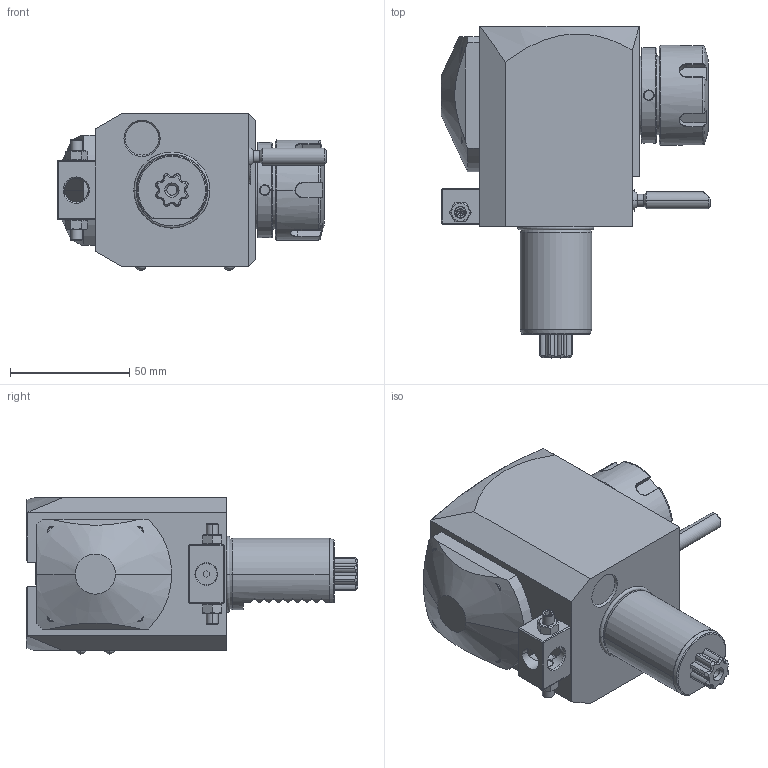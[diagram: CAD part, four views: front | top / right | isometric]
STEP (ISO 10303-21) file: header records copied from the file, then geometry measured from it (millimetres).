
FILE_DESCRIPTION((''),'2;1');
FILE_NAME('NGT1_30_211_25_1_1_55','2017-03-10T',('vali'),('NOVA GRUP'),'PRO/ENGINEER BY PARAMETRIC TECHNOLOGY CORPORATION, 2010280','PRO/ENGINEER BY PARAMETRIC TECHNOLOGY CORPORATION, 2010280','');
FILE_SCHEMA(('CONFIG_CONTROL_DESIGN'));
Length unit declared in the file: millimetre
Products named in the file (1): NGT1_30_211_25_1_1_55
Bounding box: 112.88 x 139 x 65.6 mm (x, y, z)
Volume: 444278.4 mm3; surface area: 45342.8 mm2
Topology: 1 solids, 1 shells, 451 faces, 1134 edges, 700 vertices
Faces by surface type: plane 176, cylinder 118, cone 83, bspline 56, torus 12, sphere 6
Entity records: 19410 total; most frequent: CARTESIAN_POINT 9331, ORIENTED_EDGE 2236, DIRECTION 1820, EDGE_CURVE 1118, VERTEX_POINT 700, AXIS2_PLACEMENT_3D 653, VECTOR 514, LINE 514
